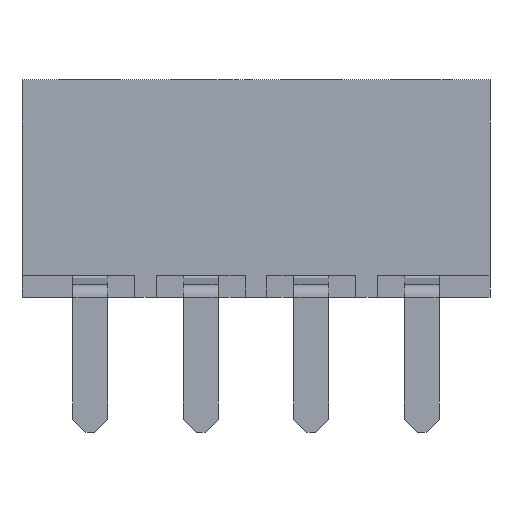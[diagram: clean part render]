
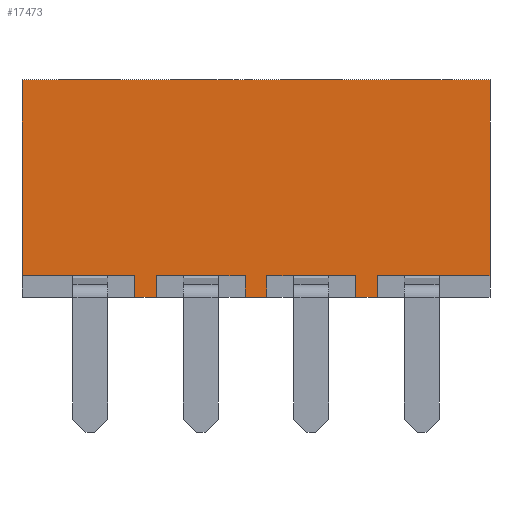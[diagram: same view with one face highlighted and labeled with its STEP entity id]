
A CAD part, left-side view. The second image highlights one B-rep face of the part: STEP entity #17473.
In plain terms, the highlighted face is planar.
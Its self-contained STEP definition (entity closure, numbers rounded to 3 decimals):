
#4417=ORIENTED_EDGE('',*,*,#6416,.F.);
#4418=ORIENTED_EDGE('',*,*,#6155,.F.);
#4419=ORIENTED_EDGE('',*,*,#6230,.F.);
#4420=ORIENTED_EDGE('',*,*,#6417,.T.);
#4421=ORIENTED_EDGE('',*,*,#6336,.T.);
#4422=ORIENTED_EDGE('',*,*,#5750,.F.);
#4423=ORIENTED_EDGE('',*,*,#6373,.F.);
#4424=ORIENTED_EDGE('',*,*,#6418,.T.);
#4425=ORIENTED_EDGE('',*,*,#6391,.T.);
#4426=ORIENTED_EDGE('',*,*,#5352,.F.);
#4427=ORIENTED_EDGE('',*,*,#6385,.F.);
#4428=ORIENTED_EDGE('',*,*,#6419,.T.);
#4429=ORIENTED_EDGE('',*,*,#6382,.T.);
#4430=ORIENTED_EDGE('',*,*,#5147,.F.);
#4431=ORIENTED_EDGE('',*,*,#6415,.T.);
#4432=ORIENTED_EDGE('',*,*,#6420,.F.);
#5147=EDGE_CURVE('',#6826,#6827,#8015,.T.);
#5352=EDGE_CURVE('',#6958,#6959,#8152,.T.);
#5750=EDGE_CURVE('',#7214,#7215,#8414,.T.);
#6155=EDGE_CURVE('',#7476,#7477,#8682,.T.);
#6230=EDGE_CURVE('',#7523,#7476,#8754,.T.);
#6336=EDGE_CURVE('',#7585,#7215,#8860,.T.);
#6373=EDGE_CURVE('',#7606,#7214,#8897,.T.);
#6382=EDGE_CURVE('',#7611,#6827,#8906,.T.);
#6385=EDGE_CURVE('',#7612,#6958,#8909,.T.);
#6391=EDGE_CURVE('',#7615,#6959,#8915,.T.);
#6415=EDGE_CURVE('',#6826,#7628,#8939,.T.);
#6416=EDGE_CURVE('',#7477,#7629,#8940,.T.);
#6417=EDGE_CURVE('',#7523,#7585,#8941,.T.);
#6418=EDGE_CURVE('',#7606,#7615,#8942,.T.);
#6419=EDGE_CURVE('',#7612,#7611,#8943,.T.);
#6420=EDGE_CURVE('',#7629,#7628,#8944,.T.);
#6826=VERTEX_POINT('',#23450);
#6827=VERTEX_POINT('',#23452);
#6958=VERTEX_POINT('',#23900);
#6959=VERTEX_POINT('',#23902);
#7214=VERTEX_POINT('',#24778);
#7215=VERTEX_POINT('',#24780);
#7476=VERTEX_POINT('',#25670);
#7477=VERTEX_POINT('',#25672);
#7523=VERTEX_POINT('',#25827);
#7585=VERTEX_POINT('',#26039);
#7606=VERTEX_POINT('',#26111);
#7611=VERTEX_POINT('',#26131);
#7612=VERTEX_POINT('',#26135);
#7615=VERTEX_POINT('',#26148);
#7628=VERTEX_POINT('',#26193);
#7629=VERTEX_POINT('',#26197);
#8015=LINE('',#23451,#9347);
#8152=LINE('',#23901,#9484);
#8414=LINE('',#24779,#9746);
#8682=LINE('',#25671,#10014);
#8754=LINE('',#25828,#10086);
#8860=LINE('',#26038,#10192);
#8897=LINE('',#26112,#10229);
#8906=LINE('',#26130,#10238);
#8909=LINE('',#26136,#10241);
#8915=LINE('',#26147,#10247);
#8939=LINE('',#26194,#10271);
#8940=LINE('',#26196,#10272);
#8941=LINE('',#26198,#10273);
#8942=LINE('',#26199,#10274);
#8943=LINE('',#26200,#10275);
#8944=LINE('',#26201,#10276);
#9347=VECTOR('',#19706,1000.);
#9484=VECTOR('',#20097,1000.);
#9746=VECTOR('',#20863,1000.);
#10014=VECTOR('',#21639,1000.);
#10086=VECTOR('',#21779,1000.);
#10192=VECTOR('',#21971,1000.);
#10229=VECTOR('',#22038,1000.);
#10238=VECTOR('',#22057,1000.);
#10241=VECTOR('',#22062,1000.);
#10247=VECTOR('',#22074,1000.);
#10271=VECTOR('',#22116,1000.);
#10272=VECTOR('',#22119,1000.);
#10273=VECTOR('',#22120,1000.);
#10274=VECTOR('',#22121,1000.);
#10275=VECTOR('',#22122,1000.);
#10276=VECTOR('',#22123,1000.);
#10984=EDGE_LOOP('',(#4417,#4418,#4419,#4420,#4421,#4422,#4423,#4424,#4425,
#4426,#4427,#4428,#4429,#4430,#4431,#4432));
#11686=FACE_BOUND('',#10984,.T.);
#12110=PLANE('',#18598);
#17473=ADVANCED_FACE('',(#11686),#12110,.F.);
#18598=AXIS2_PLACEMENT_3D('',#26195,#22117,#22118);
#19706=DIRECTION('',(1.,0.,0.));
#20097=DIRECTION('',(1.,0.,0.));
#20863=DIRECTION('',(1.,0.,0.));
#21639=DIRECTION('',(1.,0.,0.));
#21779=DIRECTION('',(0.,0.,1.));
#21971=DIRECTION('',(0.,0.,1.));
#22038=DIRECTION('',(0.,0.,1.));
#22057=DIRECTION('',(0.,0.,1.));
#22062=DIRECTION('',(0.,0.,1.));
#22074=DIRECTION('',(0.,0.,1.));
#22116=DIRECTION('',(0.,0.,1.));
#22117=DIRECTION('',(0.,-1.,0.));
#22118=DIRECTION('',(0.,0.,-1.));
#22119=DIRECTION('',(0.,0.,1.));
#22120=DIRECTION('',(-1.,0.,0.));
#22121=DIRECTION('',(-1.,0.,0.));
#22122=DIRECTION('',(-1.,0.,0.));
#22123=DIRECTION('',(-1.,0.,0.));
#23450=CARTESIAN_POINT('',(-5.38,2.54,-2.));
#23451=CARTESIAN_POINT('',(-7.527,2.54,-2.));
#23452=CARTESIAN_POINT('',(-2.79,2.54,-2.));
#23900=CARTESIAN_POINT('',(-2.29,2.54,-2.));
#23901=CARTESIAN_POINT('',(-7.527,2.54,-2.));
#23902=CARTESIAN_POINT('',(-0.25,2.54,-2.));
#24778=CARTESIAN_POINT('',(0.25,2.54,-2.));
#24779=CARTESIAN_POINT('',(-7.527,2.54,-2.));
#24780=CARTESIAN_POINT('',(2.29,2.54,-2.));
#25670=CARTESIAN_POINT('',(2.79,2.54,-2.));
#25671=CARTESIAN_POINT('',(-7.527,2.54,-2.));
#25672=CARTESIAN_POINT('',(5.38,2.54,-2.));
#25827=CARTESIAN_POINT('',(2.79,2.54,-2.5));
#25828=CARTESIAN_POINT('',(2.79,2.54,-2.5));
#26038=CARTESIAN_POINT('',(2.29,2.54,-2.5));
#26039=CARTESIAN_POINT('',(2.29,2.54,-2.5));
#26111=CARTESIAN_POINT('',(0.25,2.54,-2.5));
#26112=CARTESIAN_POINT('',(0.25,2.54,-2.5));
#26130=CARTESIAN_POINT('',(-2.79,2.54,-2.5));
#26131=CARTESIAN_POINT('',(-2.79,2.54,-2.5));
#26135=CARTESIAN_POINT('',(-2.29,2.54,-2.5));
#26136=CARTESIAN_POINT('',(-2.29,2.54,-2.5));
#26147=CARTESIAN_POINT('',(-0.25,2.54,-2.5));
#26148=CARTESIAN_POINT('',(-0.25,2.54,-2.5));
#26193=CARTESIAN_POINT('',(-5.38,2.54,2.5));
#26194=CARTESIAN_POINT('',(-5.38,2.54,-2.5));
#26195=CARTESIAN_POINT('',(5.38,2.54,-2.5));
#26196=CARTESIAN_POINT('',(5.38,2.54,-2.5));
#26197=CARTESIAN_POINT('',(5.38,2.54,2.5));
#26198=CARTESIAN_POINT('',(2.79,2.54,-2.5));
#26199=CARTESIAN_POINT('',(0.25,2.54,-2.5));
#26200=CARTESIAN_POINT('',(-2.29,2.54,-2.5));
#26201=CARTESIAN_POINT('',(5.38,2.54,2.5));
